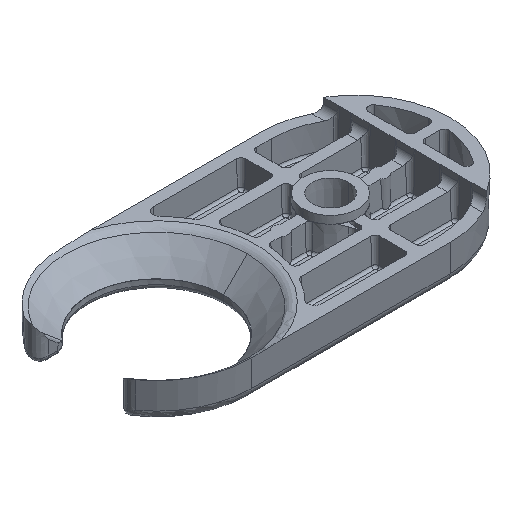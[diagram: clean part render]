
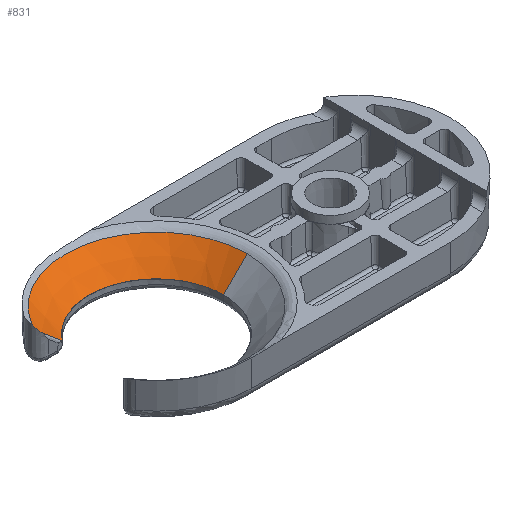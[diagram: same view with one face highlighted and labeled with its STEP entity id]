
A CAD part, isometric view. The second image highlights one B-rep face of the part: STEP entity #831.
In plain terms, the highlighted conical face has half-angle 45 degrees and reference radius 38 mm.
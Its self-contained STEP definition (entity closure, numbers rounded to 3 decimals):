
#345 = DIRECTION ( 'NONE',  ( 0., 0., -1. ) ) ;
#375 = CARTESIAN_POINT ( 'NONE',  ( -30.914, 17.518, 12.532 ) ) ;
#406 = CARTESIAN_POINT ( 'NONE',  ( -21.586, 16.51, 4.176 ) ) ;
#440 = VECTOR ( 'NONE', #7239, 1000. ) ;
#447 = AXIS2_PLACEMENT_3D ( 'NONE', #4158, #5995, #2817 ) ;
#459 = CARTESIAN_POINT ( 'NONE',  ( 27., 0., 4. ) ) ;
#831 = ADVANCED_FACE ( 'NONE', ( #5952 ), #4115, .F. ) ;
#891 = CARTESIAN_POINT ( 'NONE',  ( -21.586, 16.51, 4.176 ) ) ;
#1042 = CARTESIAN_POINT ( 'NONE',  ( -30.14, 16.708, 11.461 ) ) ;
#1044 = VERTEX_POINT ( 'NONE', #5992 ) ;
#1057 = VERTEX_POINT ( 'NONE', #891 ) ;
#1375 = VERTEX_POINT ( 'NONE', #5678 ) ;
#1707 = CARTESIAN_POINT ( 'NONE',  ( -28.428, 16.486, 9.856 ) ) ;
#1881 = CARTESIAN_POINT ( 'NONE',  ( -21.586, 16.51, 4.176 ) ) ;
#1996 = EDGE_CURVE ( 'NONE', #5164, #2530, #5400, .T. ) ;
#2008 = EDGE_CURVE ( 'NONE', #2530, #1375, #5792, .T. ) ;
#2013 = EDGE_CURVE ( 'NONE', #1375, #7779, #6949, .T. ) ;
#2016 = EDGE_CURVE ( 'NONE', #7779, #1044, #4807, .T. ) ;
#2023 = EDGE_CURVE ( 'NONE', #1044, #1057, #6184, .T. ) ;
#2035 = EDGE_CURVE ( 'NONE', #1057, #5164, #4905, .T. ) ;
#2334 = CARTESIAN_POINT ( 'NONE',  ( -31.389, 18.322, 13.345 ) ) ;
#2363 = CARTESIAN_POINT ( 'NONE',  ( -29.769, 16.478, 11.025 ) ) ;
#2530 = VERTEX_POINT ( 'NONE', #459 ) ;
#2817 = DIRECTION ( 'NONE',  ( 1., 0., 0. ) ) ;
#2991 = DIRECTION ( 'NONE',  ( 0., 0., 1. ) ) ;
#3189 = CARTESIAN_POINT ( 'NONE',  ( -21.074, 16.878, 4. ) ) ;
#3608 = CARTESIAN_POINT ( 'NONE',  ( 38., 0., 15. ) ) ;
#3661 = CARTESIAN_POINT ( 'NONE',  ( -27.079, 16.493, 8.697 ) ) ;
#3767 = ORIENTED_EDGE ( 'NONE', *, *, #1996, .T. ) ;
#3881 = ORIENTED_EDGE ( 'NONE', *, *, #2035, .T. ) ;
#4115 = CONICAL_SURFACE ( 'NONE', #447, 38., 0.785 ) ;
#4158 = CARTESIAN_POINT ( 'NONE',  ( 0., 0., 15. ) ) ;
#4279 = CARTESIAN_POINT ( 'NONE',  ( 0., 0., 4. ) ) ;
#4307 = CARTESIAN_POINT ( 'NONE',  ( -31.046, 17.704, 12.739 ) ) ;
#4339 = CARTESIAN_POINT ( 'NONE',  ( -22.979, 16.508, 5.282 ) ) ;
#4670 = ORIENTED_EDGE ( 'NONE', *, *, #2008, .T. ) ;
#4807 = B_SPLINE_CURVE_WITH_KNOTS ( 'NONE', 3,
 ( #6116, #2334, #7851, #4307, #375, #4960, #1042, #5546 ),
 .UNSPECIFIED., .F., .F.,
 ( 4, 2, 2, 4 ),
 ( 0.003, 0.004, 0.005, 0.007 ),
 .UNSPECIFIED. ) ;
#4851 = ORIENTED_EDGE ( 'NONE', *, *, #2013, .T. ) ;
#4905 = B_SPLINE_CURVE_WITH_KNOTS ( 'NONE', 3,
 ( #1881, #5719, #6875, #3189 ),
 .UNSPECIFIED., .F., .F.,
 ( 4, 4 ),
 ( 0.003, 0.003 ),
 .UNSPECIFIED. ) ;
#4929 = DIRECTION ( 'NONE',  ( -1., 0., 0. ) ) ;
#4960 = CARTESIAN_POINT ( 'NONE',  ( -30.481, 17.001, 11.901 ) ) ;
#5164 = VERTEX_POINT ( 'NONE', #7754 ) ;
#5369 = ORIENTED_EDGE ( 'NONE', *, *, #2016, .T. ) ;
#5400 = CIRCLE ( 'NONE', #7249, 27. ) ;
#5546 = CARTESIAN_POINT ( 'NONE',  ( -29.769, 16.478, 11.025 ) ) ;
#5678 = CARTESIAN_POINT ( 'NONE',  ( 36.536, 0., 13.536 ) ) ;
#5719 = CARTESIAN_POINT ( 'NONE',  ( -21.411, 16.616, 4.102 ) ) ;
#5722 = CARTESIAN_POINT ( 'NONE',  ( -31.476, 18.55, 13.536 ) ) ;
#5792 = LINE ( 'NONE', #3608, #440 ) ;
#5952 = FACE_OUTER_BOUND ( 'NONE', #8010, .T. ) ;
#5992 = CARTESIAN_POINT ( 'NONE',  ( -29.769, 16.478, 11.025 ) ) ;
#5995 = DIRECTION ( 'NONE',  ( 0., 0., 1. ) ) ;
#6116 = CARTESIAN_POINT ( 'NONE',  ( -31.476, 18.55, 13.536 ) ) ;
#6184 = B_SPLINE_CURVE_WITH_KNOTS ( 'NONE', 3,
 ( #2363, #1707, #3661, #7882, #4339, #406 ),
 .UNSPECIFIED., .F., .F.,
 ( 4, 2, 4 ),
 ( 0., 0.005, 0.011 ),
 .UNSPECIFIED. ) ;
#6686 = CARTESIAN_POINT ( 'NONE',  ( 0., 0., 13.536 ) ) ;
#6875 = CARTESIAN_POINT ( 'NONE',  ( -21.239, 16.74, 4.042 ) ) ;
#6949 = CIRCLE ( 'NONE', #7310, 36.536 ) ;
#7239 = DIRECTION ( 'NONE',  ( 0.707, 0., 0.707 ) ) ;
#7249 = AXIS2_PLACEMENT_3D ( 'NONE', #4279, #345, #4929 ) ;
#7259 = DIRECTION ( 'NONE',  ( 1., 0., 0. ) ) ;
#7310 = AXIS2_PLACEMENT_3D ( 'NONE', #6686, #2991, #7259 ) ;
#7754 = CARTESIAN_POINT ( 'NONE',  ( -21.074, 16.878, 4. ) ) ;
#7779 = VERTEX_POINT ( 'NONE', #5722 ) ;
#7851 = CARTESIAN_POINT ( 'NONE',  ( -31.284, 18.105, 13.144 ) ) ;
#7882 = CARTESIAN_POINT ( 'NONE',  ( -24.354, 16.504, 6.41 ) ) ;
#8010 = EDGE_LOOP ( 'NONE', ( #3767, #4670, #4851, #5369, #8022, #3881 ) ) ;
#8022 = ORIENTED_EDGE ( 'NONE', *, *, #2023, .T. ) ;
